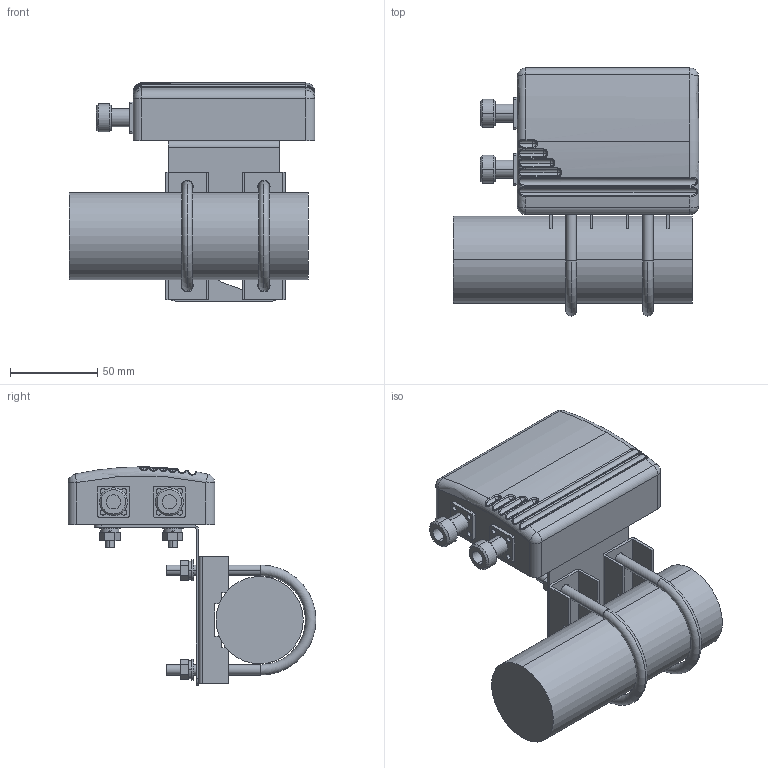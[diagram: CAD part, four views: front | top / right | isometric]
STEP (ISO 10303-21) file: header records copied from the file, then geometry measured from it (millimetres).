
FILE_DESCRIPTION (( 'STEP AP214' ), '1' );
FILE_NAME ('HG3510DP_3D.STEP', '2020-04-29T15:45:08', ( '' ), ( '' ), 'SwSTEP 2.0', 'SolidWorks 2018', '' );
FILE_SCHEMA (( 'AUTOMOTIVE_DESIGN' ));
Length unit declared in the file: millimetre
Products named in the file (1): HG3510DP_3D
Bounding box: 140.55 x 142 x 125 mm (x, y, z)
Volume: 583895.9 mm3; surface area: 103907.8 mm2
Topology: 31 solids, 31 shells, 472 faces, 1120 edges, 728 vertices
Faces by surface type: cylinder 217, plane 217, sphere 12, bspline 12, cone 8, torus 6
Entity records: 15740 total; most frequent: CARTESIAN_POINT 4170, DIRECTION 2422, ORIENTED_EDGE 2236, EDGE_CURVE 1118, AXIS2_PLACEMENT_3D 910, VERTEX_POINT 728, LINE 602, VECTOR 602
